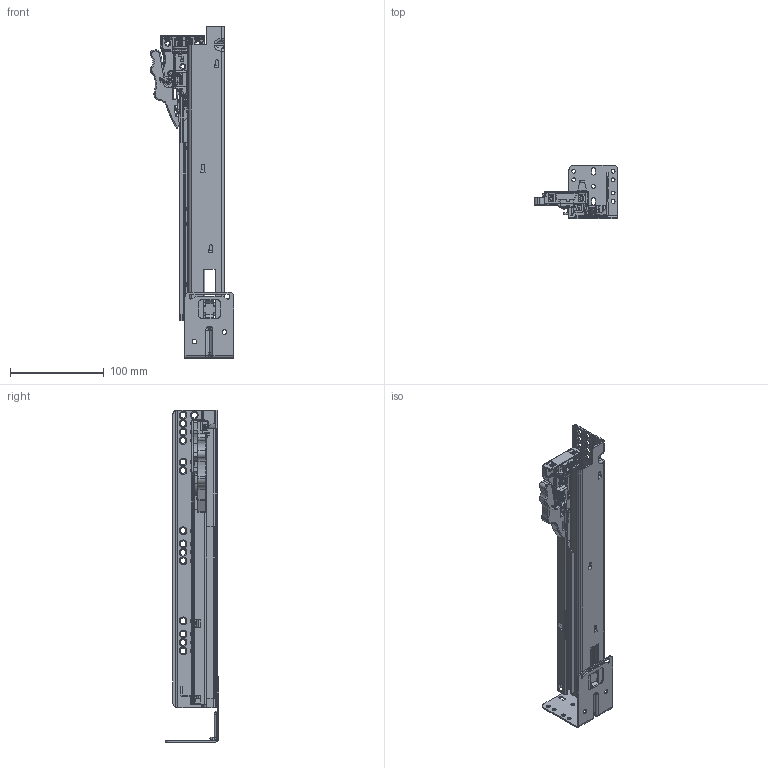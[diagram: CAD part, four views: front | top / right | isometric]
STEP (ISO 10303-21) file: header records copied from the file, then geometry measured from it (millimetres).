
FILE_DESCRIPTION (( 'STEP AP214' ), '1' );
FILE_NAME ('FR_3001.12inch_max_closed_right.STEP', '2022-10-31T12:25:17', ( '' ), ( '' ), 'SwSTEP 2.0', 'SolidWorks 2020', '' );
FILE_SCHEMA (( 'AUTOMOTIVE_DESIGN' ));
Length unit declared in the file: millimetre
Products named in the file (30): FR 3XXX METAL PLATE RIGHT; FR 3XXX LOCATING BLOCK RIGHT; FR 3001.12-01 RIGHT.C047; FR 3XXX ECD DAMPER ROD; 3001.XXX-01 RIGHT.C047_NL 12 CLOSED; 3001.XXX-03 RIGHT.C047_NL  12; FR 3XXX L_R ADJUSTMENT THREAD; FR 3001.12-02 RIGHT.C047; FR 3XXX HOOK; FR 3XXX PLASTIC HOUSING RIGHT; FR 3001 REAR BRACKET; FR 3XXX END CAP RIGHT; FR 3XXX ECD SHORT SPRING RIGHT; FR 3XXX HOUSING SCREW; FR 3XXX LOCKING HANDLE RIGHT; FR 3XXX ECD DAMPER CYLINDER; FR 3001.12-03 RIGHT.C047; FR 3XXX ECD HOUSING RIGHT; FR 3XXX.XXX-04 RIGHT; FR 3XXX ECD LATCH PIVOT RIGHT; 3001.XXX-02 RIGHT.C047_NL 12; FR 3XXX HANDLE SCREW; FR 3XXX ECD LONG SPRING RIGHT; FR_3001.12inch_max_closed_right; FR 3XXX THUMBWHEEL; FR 3XXX ECD LATCH RIGHT; FR 3XXX ECD PIN; FR 3XXX CLOSE ADJUSTMENT RIGHT; FR 3XXX SLIDER RIGHT; FR 3XXX ECD RIGHT_ECD RIGHT CLOSED
Assembly tree (32 placements, depth 4):
  FR_3001.12inch_max_closed_right
    3001.XXX-01 RIGHT.C047_NL 12 CLOSED
      FR 3001.12-01 RIGHT.C047
      FR 3XXX ECD RIGHT_ECD RIGHT CLOSED
        FR 3XXX ECD HOUSING RIGHT
        FR 3XXX ECD SHORT SPRING RIGHT
        FR 3XXX ECD LONG SPRING RIGHT
        FR 3XXX ECD DAMPER CYLINDER
        FR 3XXX ECD DAMPER ROD
        FR 3XXX ECD LATCH PIVOT RIGHT
        FR 3XXX ECD LATCH RIGHT
    3001.XXX-02 RIGHT.C047_NL 12
      FR 3001.12-02 RIGHT.C047
    3001.XXX-03 RIGHT.C047_NL  12
      FR 3XXX END CAP RIGHT
      FR 3001.12-03 RIGHT.C047
      FR 3XXX HOOK
      FR 3XXX ECD PIN
    FR 3XXX.XXX-04 RIGHT
      FR 3XXX METAL PLATE RIGHT
      FR 3XXX L_R ADJUSTMENT THREAD
      FR 3XXX SLIDER RIGHT
      FR 3XXX PLASTIC HOUSING RIGHT
      FR 3XXX HANDLE SCREW
      FR 3XXX CLOSE ADJUSTMENT RIGHT
      FR 3XXX LOCATING BLOCK RIGHT
      FR 3XXX LOCKING HANDLE RIGHT
      FR 3XXX THUMBWHEEL  x2
      FR 3XXX HOUSING SCREW  x3
    FR 3001 REAR BRACKET
Bounding box: 89.06 x 57 x 353.5 mm (x, y, z)
Volume: 138389 mm3; surface area: 187724.8 mm2
Topology: 27 solids, 27 shells, 4761 faces, 12052 edges, 7186 vertices
Faces by surface type: cylinder 1787, plane 1563, torus 806, bspline 261, cone 180, sphere 164
Entity records: 144118 total; most frequent: CARTESIAN_POINT 39127, DIRECTION 22388, ORIENTED_EDGE 21776, EDGE_CURVE 10888, AXIS2_PLACEMENT_3D 8301, VERTEX_POINT 6619, VECTOR 5786, LINE 5786
